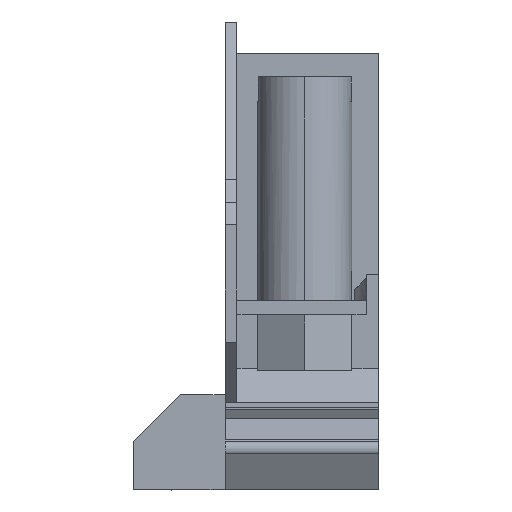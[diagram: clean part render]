
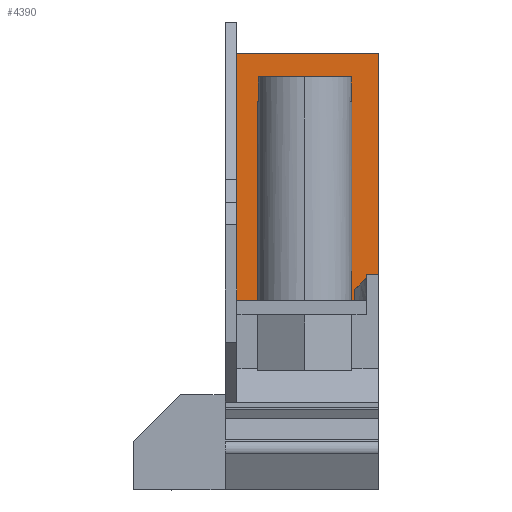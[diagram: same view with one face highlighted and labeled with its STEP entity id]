
A CAD part, front view. The second image highlights one B-rep face of the part: STEP entity #4390.
In plain terms, the highlighted face is planar.
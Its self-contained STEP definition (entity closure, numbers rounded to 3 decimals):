
#3680=CARTESIAN_POINT('',(-60.435,3.781,
-11.209));
#3690=DIRECTION('',(0.993,0.122,
0.));
#3700=DIRECTION('',(0.122,-0.993,
0.));
#3710=AXIS2_PLACEMENT_3D('',#3680,#3690,#3700);
#3720=PLANE('',#3710);
#3730=CARTESIAN_POINT('',(-59.966,-0.037,
-8.7));
#3740=DIRECTION('',(-0.122,0.993,
0.));
#3750=VECTOR('',#3740,1.);
#3760=LINE('',#3730,#3750);
#3770=CARTESIAN_POINT('',(-55.792,-34.035,
-8.7));
#3780=VERTEX_POINT('',#3770);
#3790=CARTESIAN_POINT('',(-58.078,-15.413,
-8.7));
#3800=VERTEX_POINT('',#3790);
#3810=EDGE_CURVE('',#3780,#3800,#3760,.T.);
#3820=ORIENTED_EDGE('',*,*,#3810,.F.);
#3830=CARTESIAN_POINT('',(-58.078,-15.413,
0.));
#3840=DIRECTION('',(0.,0.,1.));
#3850=VECTOR('',#3840,1.);
#3860=LINE('',#3830,#3850);
#3870=CARTESIAN_POINT('',(-58.078,-15.413,
-7.7));
#3880=VERTEX_POINT('',#3870);
#3890=EDGE_CURVE('',#3800,#3880,#3860,.T.);
#3900=ORIENTED_EDGE('',*,*,#3890,.F.);
#3910=CARTESIAN_POINT('',(-59.971,0.,
-7.7));
#3920=DIRECTION('',(0.122,-0.993,
0.));
#3930=VECTOR('',#3920,1.);
#3940=LINE('',#3910,#3930);
#3950=CARTESIAN_POINT('',(-58.107,-15.177,
-7.7));
#3960=VERTEX_POINT('',#3950);
#3970=EDGE_CURVE('',#3960,#3880,#3940,.T.);
#3980=ORIENTED_EDGE('',*,*,#3970,.T.);
#3990=CARTESIAN_POINT('',(-59.046,-7.534,
0.));
#4000=DIRECTION('',(0.086,-0.702,
-0.707));
#4010=VECTOR('',#4000,1.);
#4020=LINE('',#3990,#4010);
#4030=CARTESIAN_POINT('',(-58.229,-14.184,
-6.7));
#4040=VERTEX_POINT('',#4030);
#4050=EDGE_CURVE('',#4040,#3960,#4020,.T.);
#4060=ORIENTED_EDGE('',*,*,#4050,.T.);
#4070=CARTESIAN_POINT('',(-59.971,0.,
-6.7));
#4080=DIRECTION('',(0.122,-0.993,
0.));
#4090=VECTOR('',#4080,1.);
#4100=LINE('',#4070,#4090);
#4110=CARTESIAN_POINT('',(-58.345,-13.241,
-6.7));
#4120=VERTEX_POINT('',#4110);
#4130=EDGE_CURVE('',#4120,#4040,#4100,.T.);
#4140=ORIENTED_EDGE('',*,*,#4130,.T.);
#4150=CARTESIAN_POINT('',(-58.345,-13.241,
0.));
#4160=DIRECTION('',(0.,0.,1.));
#4170=VECTOR('',#4160,1.);
#4180=LINE('',#4150,#4170);
#4190=CARTESIAN_POINT('',(-58.345,-13.241,
3.3));
#4200=VERTEX_POINT('',#4190);
#4210=EDGE_CURVE('',#4120,#4200,#4180,.T.);
#4220=ORIENTED_EDGE('',*,*,#4210,.F.);
#4230=CARTESIAN_POINT('',(-59.971,0.,
3.3));
#4240=DIRECTION('',(0.122,-0.993,
0.));
#4250=VECTOR('',#4240,1.);
#4260=LINE('',#4230,#4250);
#4270=CARTESIAN_POINT('',(-55.792,-34.035,
3.3));
#4280=VERTEX_POINT('',#4270);
#4290=EDGE_CURVE('',#4200,#4280,#4260,.T.);
#4300=ORIENTED_EDGE('',*,*,#4290,.F.);
#4310=CARTESIAN_POINT('',(-55.792,-34.035,
0.));
#4320=DIRECTION('',(0.,0.,-1.));
#4330=VECTOR('',#4320,1.);
#4340=LINE('',#4310,#4330);
#4350=EDGE_CURVE('',#4280,#3780,#4340,.T.);
#4360=ORIENTED_EDGE('',*,*,#4350,.F.);
#4370=EDGE_LOOP('',(#4360,#4300,#4220,#4140,#4060,#3980,#3900,#3820));
#4380=FACE_OUTER_BOUND('',#4370,.T.);
#4390=ADVANCED_FACE('',(#4380),#3720,.F.);
